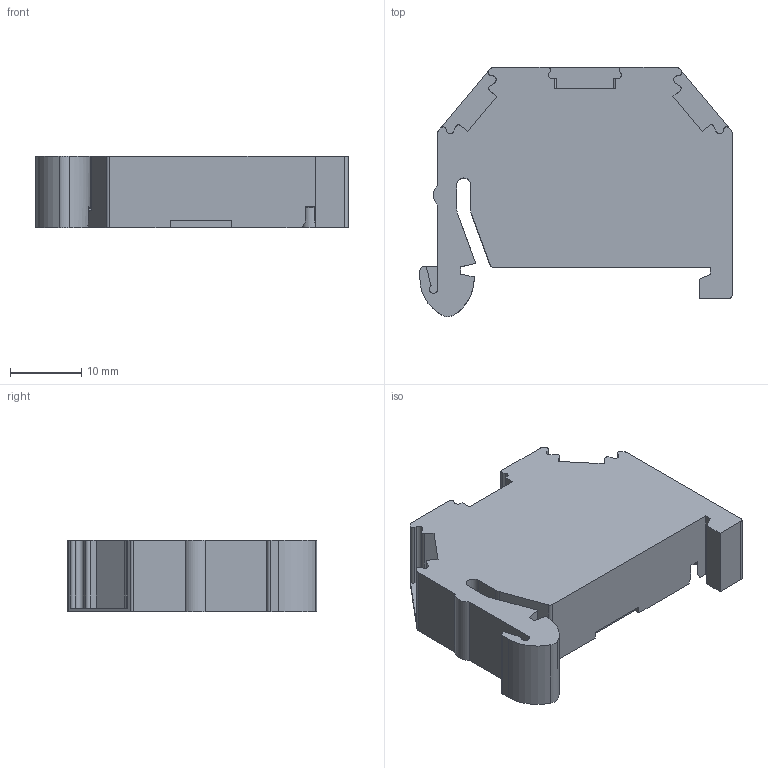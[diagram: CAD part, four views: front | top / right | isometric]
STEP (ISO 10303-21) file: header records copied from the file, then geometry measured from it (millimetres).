
FILE_DESCRIPTION(/* description */ (''),/* implementation_level */ '2;1');
FILE_NAME(/* name */ 'SP4021T1005.stp',/* time_stamp */ '2019-08-15T08:59:23+08:00',/* author */ (''),/* organization */ (''),/* preprocessor_version */ 'ST-DEVELOPER v16',/* originating_system */ 'SIEMENS PLM Software NX 10.0',/* authorisation */ '');
FILE_SCHEMA (('AUTOMOTIVE_DESIGN { 1 0 10303 214 3 1 1 1 }'));
Length unit declared in the file: millimetre
Products named in the file (1): SYX08C02C1096pz
Bounding box: 43.7 x 34.91 x 10 mm (x, y, z)
Volume: 10300.3 mm3; surface area: 4374.2 mm2
Topology: 1 solids, 1 shells, 125 faces, 364 edges, 241 vertices
Faces by surface type: plane 84, cylinder 41
Entity records: 4154 total; most frequent: CARTESIAN_POINT 731, ORIENTED_EDGE 728, DIRECTION 700, EDGE_CURVE 364, LINE 280, VECTOR 280, VERTEX_POINT 241, AXIS2_PLACEMENT_3D 210
